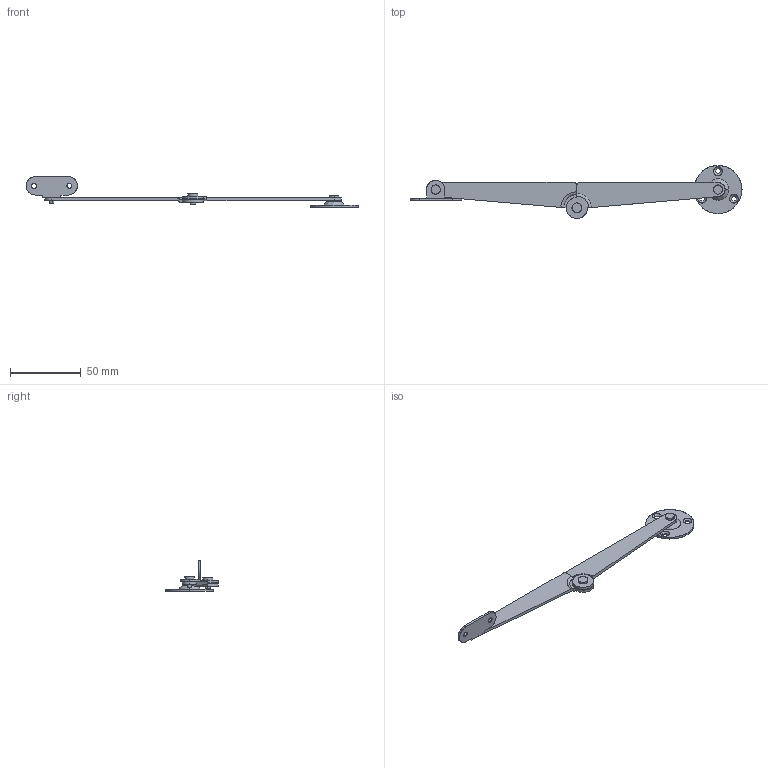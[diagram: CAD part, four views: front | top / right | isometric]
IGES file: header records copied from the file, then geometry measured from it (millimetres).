
Start section: SolidWorks IGES file using analytic representation for surfaces
Global section: file name: B-1040-1-L.IGS,15; native system: HSolidWorks 2012; preprocessor: SolidWorks 2012; author: 1337yo; date: 150629.154556; units: millimetre
Bounding box: 235.25 x 37.5 x 21.7 mm (x, y, z)
Surface area: 11446.5 mm2 (no closed solid volume)
Topology: 0 solids, 0 shells, 113 faces, 2406 edges, 2406 vertices
Faces by surface type: revolution 65, bspline 48
